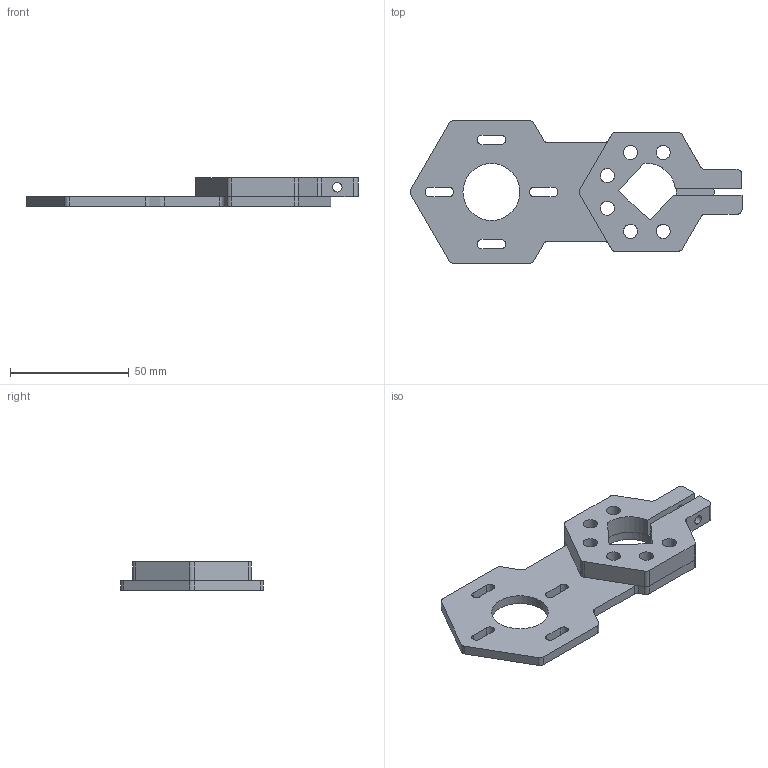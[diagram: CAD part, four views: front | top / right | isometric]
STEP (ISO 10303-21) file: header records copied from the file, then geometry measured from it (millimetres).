
FILE_DESCRIPTION(/* description */ (''),/* implementation_level */ '2;1');
FILE_NAME(/* name */ 'motor-mount.step',/* time_stamp */ '2022-03-06T01:17:53+01:00',/* author */ (''),/* organization */ (''),/* preprocessor_version */ 'ST-DEVELOPER v18.1',/* originating_system */ 'Autodesk Translation Framework v10.13.0.1454',/* authorisation */ '');
FILE_SCHEMA (('AUTOMOTIVE_DESIGN { 1 0 10303 214 3 1 1 }'));
Length unit declared in the file: millimetre
Products named in the file (3): motor mount v 4; truck side; motor side
Assembly tree (2 placements, depth 2):
  motor mount v 4
    truck side
    motor side
Bounding box: 139.93 x 60 x 12 mm (x, y, z)
Volume: 32743.4 mm3; surface area: 19289.6 mm2
Topology: 2 solids, 2 shells, 89 faces, 255 edges, 170 vertices
Faces by surface type: cylinder 49, plane 40
Full cylindrical faces by diameter (mm): 4 x2, 6 x12, 24 x1, 25 x1
Entity records: 3112 total; most frequent: DIRECTION 541, CARTESIAN_POINT 519, ORIENTED_EDGE 510, EDGE_CURVE 255, AXIS2_PLACEMENT_3D 192, VERTEX_POINT 170, LINE 157, VECTOR 157
